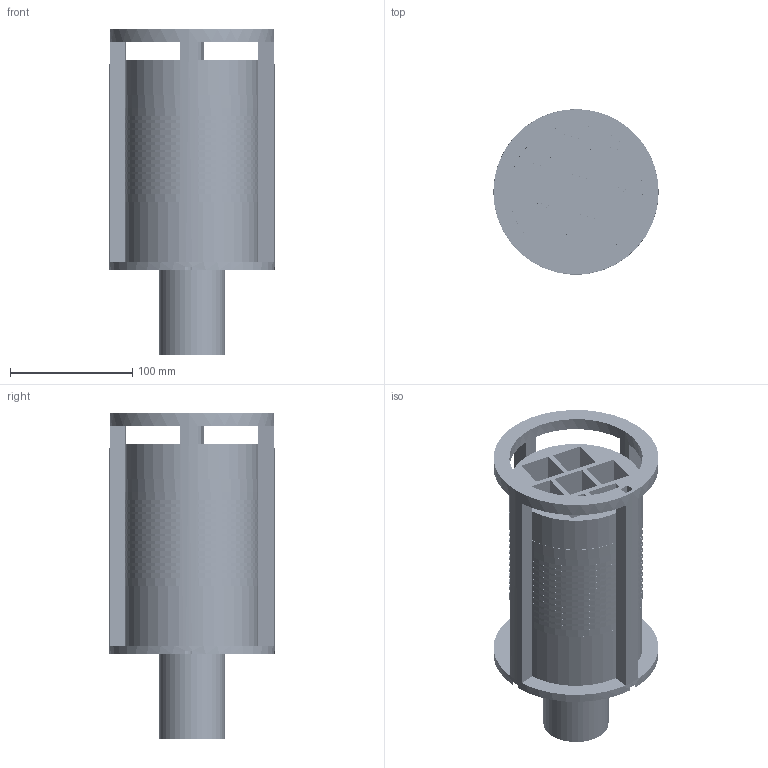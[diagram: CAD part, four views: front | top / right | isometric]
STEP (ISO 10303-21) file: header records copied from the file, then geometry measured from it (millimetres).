
FILE_DESCRIPTION (( 'STEP AP203' ), '1' );
FILE_NAME ('TPC Shrinked.STEP', '2024-04-20T22:46:59', ( '' ), ( '' ), 'SwSTEP 2.0', 'SolidWorks 2023', '' );
FILE_SCHEMA (( 'CONFIG_CONTROL_DESIGN' ));
Length unit declared in the file: millimetre
Products named in the file (10): Polythelne Sheeth (Shrinked); Field Shaping Ring (Shrinked); Hamamatsu R11410 PMT; Field Shaping Ring Clap (Shrinked); TPC Shrinked; Top PMT Cap (Shrinked Version); Electrode Separation Ring (Shrinked); Electrode Mesh (Shrinked); Bottom PMT Cap (Shrinked); Field Shaping Ring Clap Bottom
Assembly tree (11 placements, depth 2):
  TPC Shrinked
    Field Shaping Ring (Shrinked)
    Polythelne Sheeth (Shrinked)
    Top PMT Cap (Shrinked Version)
    Electrode Mesh (Shrinked)  x3
    Bottom PMT Cap (Shrinked)
    Hamamatsu R11410 PMT
    Electrode Separation Ring (Shrinked)
    Field Shaping Ring Clap (Shrinked)
    Field Shaping Ring Clap Bottom
Bounding box: 135 x 135 x 266 mm (x, y, z)
Volume: 1195900.7 mm3; surface area: 359161.9 mm2
Topology: 21 solids, 21 shells, 3871 faces, 11378 edges, 7576 vertices
Faces by surface type: cylinder 3698, plane 161, cone 8, torus 4
Entity records: 53736 total; most frequent: DIRECTION 10004, CARTESIAN_POINT 8631, ORIENTED_EDGE 8544, EDGE_CURVE 4272, AXIS2_PLACEMENT_3D 4217, VERTEX_POINT 2844, CIRCLE 2702, EDGE_LOOP 2622
